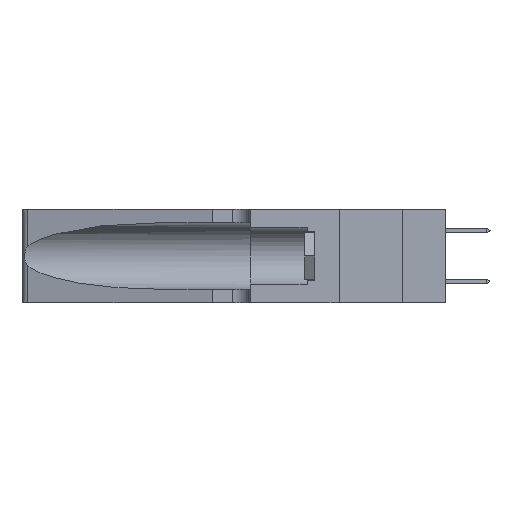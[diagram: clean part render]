
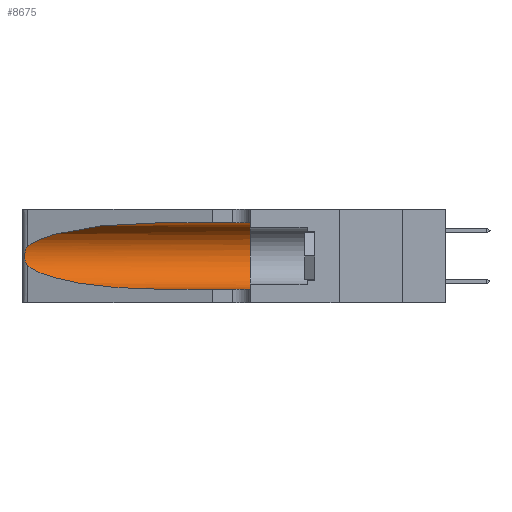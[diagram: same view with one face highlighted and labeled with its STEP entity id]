
A CAD part, left-side view. The second image highlights one B-rep face of the part: STEP entity #8675.
In plain terms, the highlighted cylindrical face has radius 3.308 mm (diameter 6.617 mm), a partial arc.
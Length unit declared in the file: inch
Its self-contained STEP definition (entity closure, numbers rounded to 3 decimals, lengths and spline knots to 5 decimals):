
#1254 = VERTEX_POINT ( 'NONE', #9790 ) ;
#1383 = EDGE_CURVE ( 'NONE', #25621, #1254, #5796, .T. ) ;
#1567 = CARTESIAN_POINT ( 'NONE',  ( 0.25856, 1.23593, 0.16098 ) ) ;
#1702 = CARTESIAN_POINT ( 'NONE',  ( 0.26018, 1.23835, 0.19895 ) ) ;
#2596 = LINE ( 'NONE', #7131, #28673 ) ;
#5696 = CARTESIAN_POINT ( 'NONE',  ( 0.25487, 1.22718, 0.22369 ) ) ;
#5796 = LINE ( 'NONE', #34885, #39546 ) ;
#6292 = CIRCLE ( 'NONE', #24003, 0.13025 ) ;
#6333 = VERTEX_POINT ( 'NONE', #5696 ) ;
#6353 = EDGE_CURVE ( 'NONE', #27437, #1254, #6292, .T. ) ;
#6607 = ORIENTED_EDGE ( 'NONE', *, *, #1383, .T. ) ;
#7131 = CARTESIAN_POINT ( 'NONE',  ( 0.1305, 1.61858, 0.31525 ) ) ;
#8306 = ORIENTED_EDGE ( 'NONE', *, *, #6353, .F. ) ;
#8675 = ADVANCED_FACE ( 'NONE', ( #13998 ), #11983, .F. ) ;
#8756 = CARTESIAN_POINT ( 'NONE',  ( 0.1305, 0.72297, 0.05475 ) ) ;
#9790 = CARTESIAN_POINT ( 'NONE',  ( 0.1305, 0.35, 0.05475 ) ) ;
#10413 = CARTESIAN_POINT ( 'NONE',  ( 0.2373, 1.15595, 0.28018 ) ) ;
#10899 = CARTESIAN_POINT ( 'NONE',  ( 0.25639, 1.23186, 0.15144 ) ) ;
#11983 = CYLINDRICAL_SURFACE ( 'NONE', #24305, 0.13025 ) ;
#13261 = CARTESIAN_POINT ( 'NONE',  ( 0.18966, 0.96281, 0.31525 ) ) ;
#13454 = EDGE_CURVE ( 'NONE', #28367, #6333, #19811, .T. ) ;
#13804 = CARTESIAN_POINT ( 'NONE',  ( 0.1305, 0.72297, 0.31525 ) ) ;
#13998 = FACE_OUTER_BOUND ( 'NONE', #19292, .T. ) ;
#15426 = ORIENTED_EDGE ( 'NONE', *, *, #37388, .T. ) ;
#15480 = DIRECTION ( 'NONE',  ( 0., 0., 1. ) ) ;
#15481 = DIRECTION ( 'NONE',  ( 0., 0., -1. ) ) ;
#16053 = EDGE_CURVE ( 'NONE', #28367, #27437, #2596, .T. ) ;
#16552 = DIRECTION ( 'NONE',  ( 0., -1., 0. ) ) ;
#16959 = CARTESIAN_POINT ( 'NONE',  ( 0.25555, 1.22994, 0.2215 ) ) ;
#17231 = CARTESIAN_POINT ( 'NONE',  ( 0.25555, 1.22993, 0.14849 ) ) ;
#17737 = CARTESIAN_POINT ( 'NONE',  ( 0.1305, 0.72297, 0.05475 ) ) ;
#17866 = ORIENTED_EDGE ( 'NONE', *, *, #16053, .F. ) ;
#19292 = EDGE_LOOP ( 'NONE', ( #27250, #15426, #37988, #6607, #8306, #17866 ) ) ;
#19297 =( BOUNDED_CURVE ( )  B_SPLINE_CURVE ( 3, ( #32578, #39168, #23854, #17737 ),
 .UNSPECIFIED., .F., .T. ) 
 B_SPLINE_CURVE_WITH_KNOTS ( ( 4, 4 ),
 ( 3.44316, 4.71239 ),
 .UNSPECIFIED. ) 
 CURVE ( )  GEOMETRIC_REPRESENTATION_ITEM ( )  RATIONAL_B_SPLINE_CURVE ( ( 1., 0.87, 0.87, 1. ) ) 
 REPRESENTATION_ITEM ( '' )  );
#19811 =( BOUNDED_CURVE ( )  B_SPLINE_CURVE ( 3, ( #13804, #13261, #10413, #25968 ),
 .UNSPECIFIED., .F., .F. ) 
 B_SPLINE_CURVE_WITH_KNOTS ( ( 4, 4 ),
 ( 1.5708, 2.84003 ),
 .UNSPECIFIED. ) 
 CURVE ( )  GEOMETRIC_REPRESENTATION_ITEM ( )  RATIONAL_B_SPLINE_CURVE ( ( 1., 0.87, 0.87, 1. ) ) 
 REPRESENTATION_ITEM ( '' )  );
#20105 = CARTESIAN_POINT ( 'NONE',  ( 0.26075, 1.23896, 0.19203 ) ) ;
#20362 = CARTESIAN_POINT ( 'NONE',  ( 0.26075, 1.23896, 0.178 ) ) ;
#21489 = DIRECTION ( 'NONE',  ( 0., 1., 0. ) ) ;
#23082 = CARTESIAN_POINT ( 'NONE',  ( 0.25487, 1.22718, 0.22369 ) ) ;
#23854 = CARTESIAN_POINT ( 'NONE',  ( 0.18966, 0.96281, 0.05475 ) ) ;
#24003 = AXIS2_PLACEMENT_3D ( 'NONE', #27691, #21489, #15480 ) ;
#24305 = AXIS2_PLACEMENT_3D ( 'NONE', #36838, #24724, #15481 ) ;
#24724 = DIRECTION ( 'NONE',  ( 0., -1., 0. ) ) ;
#25130 = CARTESIAN_POINT ( 'NONE',  ( 0.1305, 0.35, 0.31525 ) ) ;
#25259 = CARTESIAN_POINT ( 'NONE',  ( 0.1305, 0.72297, 0.31525 ) ) ;
#25621 = VERTEX_POINT ( 'NONE', #8756 ) ;
#25968 = CARTESIAN_POINT ( 'NONE',  ( 0.25487, 1.22718, 0.22369 ) ) ;
#26318 = CARTESIAN_POINT ( 'NONE',  ( 0.25639, 1.23184, 0.21858 ) ) ;
#26451 = CARTESIAN_POINT ( 'NONE',  ( 0.25789, 1.23486, 0.15765 ) ) ;
#26592 = CARTESIAN_POINT ( 'NONE',  ( 0.25487, 1.22718, 0.14631 ) ) ;
#27250 = ORIENTED_EDGE ( 'NONE', *, *, #13454, .T. ) ;
#27437 = VERTEX_POINT ( 'NONE', #25130 ) ;
#27691 = CARTESIAN_POINT ( 'NONE',  ( 0.1305, 0.35, 0.185 ) ) ;
#27747 = B_SPLINE_CURVE_WITH_KNOTS ( 'NONE', 3,
 ( #23082, #16959, #26318, #38542, #29400, #1702, #20105, #20362, #32492, #1567, #26451, #10899, #17231, #26592 ),
 .UNSPECIFIED., .F., .F.,
 ( 4, 2, 2, 2, 2, 2, 4 ),
 ( 0., 0.00027, 0.00053, 0.00107, 0.0016, 0.00187, 0.00214 ),
 .UNSPECIFIED. ) ;
#28367 = VERTEX_POINT ( 'NONE', #25259 ) ;
#28673 = VECTOR ( 'NONE', #16552, 39.37008 ) ;
#29400 = CARTESIAN_POINT ( 'NONE',  ( 0.25854, 1.2359, 0.20912 ) ) ;
#30226 = EDGE_CURVE ( 'NONE', #37091, #25621, #19297, .T. ) ;
#31026 = CARTESIAN_POINT ( 'NONE',  ( 0.25487, 1.22718, 0.14631 ) ) ;
#32492 = CARTESIAN_POINT ( 'NONE',  ( 0.26017, 1.23833, 0.17102 ) ) ;
#32578 = CARTESIAN_POINT ( 'NONE',  ( 0.25487, 1.22718, 0.14631 ) ) ;
#34885 = CARTESIAN_POINT ( 'NONE',  ( 0.1305, 1.61858, 0.05475 ) ) ;
#36838 = CARTESIAN_POINT ( 'NONE',  ( 0.1305, 1.61858, 0.185 ) ) ;
#37091 = VERTEX_POINT ( 'NONE', #31026 ) ;
#37388 = EDGE_CURVE ( 'NONE', #6333, #37091, #27747, .T. ) ;
#37841 = DIRECTION ( 'NONE',  ( 0., -1., 0. ) ) ;
#37988 = ORIENTED_EDGE ( 'NONE', *, *, #30226, .T. ) ;
#38542 = CARTESIAN_POINT ( 'NONE',  ( 0.25787, 1.23484, 0.2124 ) ) ;
#39168 = CARTESIAN_POINT ( 'NONE',  ( 0.2373, 1.15595, 0.08982 ) ) ;
#39546 = VECTOR ( 'NONE', #37841, 39.37008 ) ;
